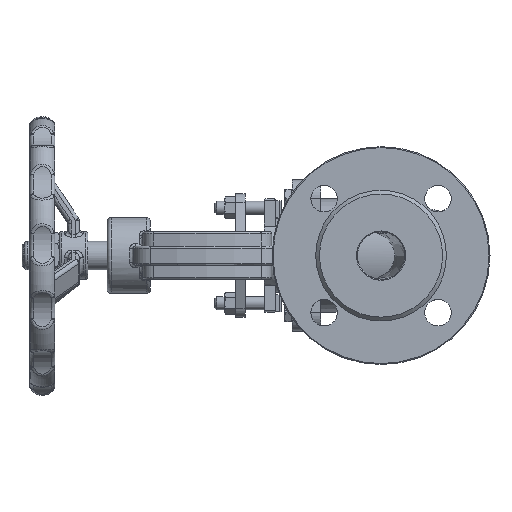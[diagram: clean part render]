
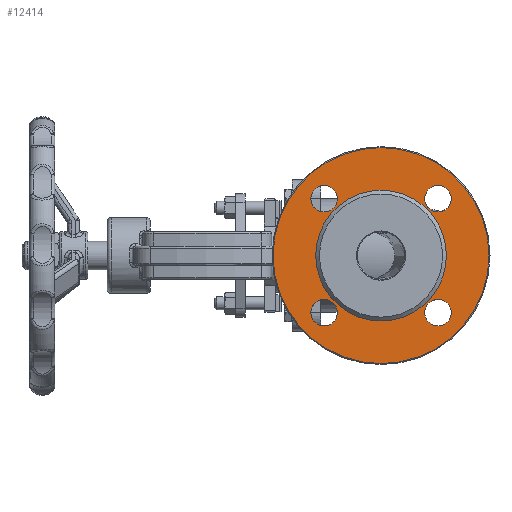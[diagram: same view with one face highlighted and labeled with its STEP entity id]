
A CAD part, left-side view. The second image highlights one B-rep face of the part: STEP entity #12414.
In plain terms, the highlighted planar face has unit normal (-1, 0, 0).
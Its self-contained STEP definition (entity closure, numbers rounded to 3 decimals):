
#520=PLANE('',#13585);
#662=FACE_BOUND('',#3214,.T.);
#663=FACE_BOUND('',#3215,.T.);
#664=FACE_BOUND('',#3216,.T.);
#665=FACE_BOUND('',#3217,.T.);
#666=FACE_BOUND('',#3218,.T.);
#2402=FACE_OUTER_BOUND('',#3213,.T.);
#3213=EDGE_LOOP('',(#9561));
#3214=EDGE_LOOP('',(#9562));
#3215=EDGE_LOOP('',(#9563));
#3216=EDGE_LOOP('',(#9564));
#3217=EDGE_LOOP('',(#9565));
#3218=EDGE_LOOP('',(#9566));
#3962=CIRCLE('',#13584,57.);
#3963=CIRCLE('',#13586,34.5);
#3964=CIRCLE('',#13587,7.);
#3965=CIRCLE('',#13588,7.);
#3966=CIRCLE('',#13589,7.);
#3967=CIRCLE('',#13590,7.);
#5370=VERTEX_POINT('',#25572);
#5371=VERTEX_POINT('',#25576);
#5372=VERTEX_POINT('',#25578);
#5373=VERTEX_POINT('',#25580);
#5374=VERTEX_POINT('',#25582);
#5375=VERTEX_POINT('',#25584);
#6794=EDGE_CURVE('',#5370,#5370,#3962,.T.);
#6795=EDGE_CURVE('',#5371,#5371,#3963,.T.);
#6796=EDGE_CURVE('',#5372,#5372,#3964,.T.);
#6797=EDGE_CURVE('',#5373,#5373,#3965,.T.);
#6798=EDGE_CURVE('',#5374,#5374,#3966,.T.);
#6799=EDGE_CURVE('',#5375,#5375,#3967,.T.);
#9561=ORIENTED_EDGE('',*,*,#6794,.F.);
#9562=ORIENTED_EDGE('',*,*,#6795,.F.);
#9563=ORIENTED_EDGE('',*,*,#6796,.F.);
#9564=ORIENTED_EDGE('',*,*,#6797,.F.);
#9565=ORIENTED_EDGE('',*,*,#6798,.F.);
#9566=ORIENTED_EDGE('',*,*,#6799,.F.);
#12414=ADVANCED_FACE('',(#2402,#662,#663,#664,#665,#666),#520,.F.);
#13584=AXIS2_PLACEMENT_3D('',#25574,#16217,#16218);
#13585=AXIS2_PLACEMENT_3D('',#25575,#16219,#16220);
#13586=AXIS2_PLACEMENT_3D('',#25577,#16221,#16222);
#13587=AXIS2_PLACEMENT_3D('',#25579,#16223,#16224);
#13588=AXIS2_PLACEMENT_3D('',#25581,#16225,#16226);
#13589=AXIS2_PLACEMENT_3D('',#25583,#16227,#16228);
#13590=AXIS2_PLACEMENT_3D('',#25585,#16229,#16230);
#16217=DIRECTION('center_axis',(1.,0.,0.));
#16218=DIRECTION('ref_axis',(0.,0.,1.));
#16219=DIRECTION('center_axis',(1.,0.,0.));
#16220=DIRECTION('ref_axis',(0.,0.,-1.));
#16221=DIRECTION('center_axis',(-1.,0.,0.));
#16222=DIRECTION('ref_axis',(0.,-1.,0.));
#16223=DIRECTION('center_axis',(-1.,0.,0.));
#16224=DIRECTION('ref_axis',(0.,0.,1.));
#16225=DIRECTION('center_axis',(-1.,0.,0.));
#16226=DIRECTION('ref_axis',(0.,0.,1.));
#16227=DIRECTION('center_axis',(-1.,0.,0.));
#16228=DIRECTION('ref_axis',(0.,0.,1.));
#16229=DIRECTION('center_axis',(-1.,0.,0.));
#16230=DIRECTION('ref_axis',(0.,0.,1.));
#25572=CARTESIAN_POINT('',(2.,0.,-57.));
#25574=CARTESIAN_POINT('Origin',(2.,0.,0.));
#25575=CARTESIAN_POINT('Origin',(2.,0.,0.));
#25576=CARTESIAN_POINT('',(2.,34.5,0.));
#25577=CARTESIAN_POINT('Origin',(2.,0.,0.));
#25578=CARTESIAN_POINT('',(2.,30.052,-37.052));
#25579=CARTESIAN_POINT('Origin',(2.,30.052,-30.052));
#25580=CARTESIAN_POINT('',(2.,-30.052,-37.052));
#25581=CARTESIAN_POINT('Origin',(2.,-30.052,-30.052));
#25582=CARTESIAN_POINT('',(2.,-30.052,23.052));
#25583=CARTESIAN_POINT('Origin',(2.,-30.052,30.052));
#25584=CARTESIAN_POINT('',(2.,30.052,23.052));
#25585=CARTESIAN_POINT('Origin',(2.,30.052,30.052));
